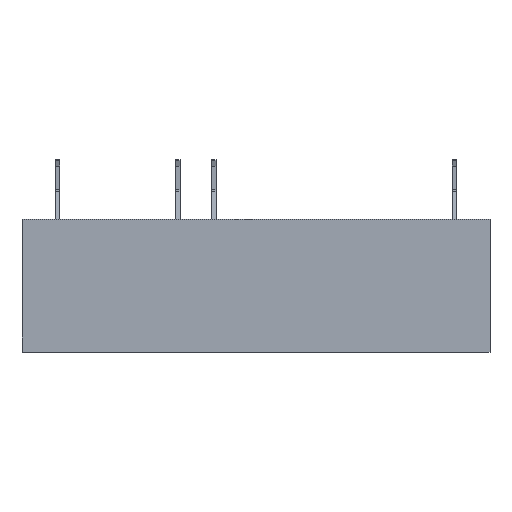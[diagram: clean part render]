
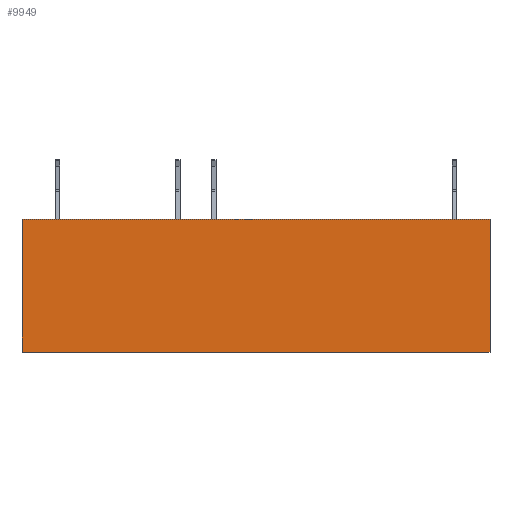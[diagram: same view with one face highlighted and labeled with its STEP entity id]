
A CAD part, top view. The second image highlights one B-rep face of the part: STEP entity #9949.
In plain terms, the highlighted planar face has unit normal (0, 0, 1).
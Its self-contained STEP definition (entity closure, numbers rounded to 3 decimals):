
#7023=CARTESIAN_POINT('',(19.497,-11.049,2.845));
#7024=VERTEX_POINT('',#7023);
#7031=CARTESIAN_POINT('',(-19.492,-11.049,2.845));
#7032=VERTEX_POINT('',#7031);
#7033=CARTESIAN_POINT('',(19.497,-11.049,2.845));
#7034=DIRECTION('',(-1.0,0.0,0.0));
#7035=VECTOR('',#7034,38.989);
#7036=LINE('',#7033,#7035);
#7037=EDGE_CURVE('',#7024,#7032,#7036,.T.);
#9902=CARTESIAN_POINT('',(19.497,0.,2.845));
#9903=VERTEX_POINT('',#9902);
#9910=CARTESIAN_POINT('',(19.497,-11.049,2.845));
#9911=DIRECTION('',(0.0,1.0,0.0));
#9912=VECTOR('',#9911,11.049);
#9913=LINE('',#9910,#9912);
#9914=EDGE_CURVE('',#7024,#9903,#9913,.T.);
#9926=CARTESIAN_POINT('',(-21.441,0.552,2.845));
#9927=DIRECTION('',(0.0,0.0,-1.0));
#9928=DIRECTION('',(1.0,0.0,0.0));
#9929=AXIS2_PLACEMENT_3D('',#9926,#9927,#9928);
#9930=PLANE('',#9929);
#9931=CARTESIAN_POINT('',(-19.492,0.0,2.845));
#9932=VERTEX_POINT('',#9931);
#9933=CARTESIAN_POINT('',(19.497,0.,2.845));
#9934=DIRECTION('',(-1.0,0.0,0.0));
#9935=VECTOR('',#9934,38.989);
#9936=LINE('',#9933,#9935);
#9937=EDGE_CURVE('',#9903,#9932,#9936,.T.);
#9938=ORIENTED_EDGE('',*,*,#9937,.T.);
#9939=CARTESIAN_POINT('',(-19.492,-11.049,2.845));
#9940=DIRECTION('',(0.0,1.0,0.0));
#9941=VECTOR('',#9940,11.049);
#9942=LINE('',#9939,#9941);
#9943=EDGE_CURVE('',#7032,#9932,#9942,.T.);
#9944=ORIENTED_EDGE('',*,*,#9943,.F.);
#9945=ORIENTED_EDGE('',*,*,#7037,.F.);
#9946=ORIENTED_EDGE('',*,*,#9914,.T.);
#9947=EDGE_LOOP('',(#9938,#9944,#9945,#9946));
#9948=FACE_OUTER_BOUND('',#9947,.T.);
#9949=ADVANCED_FACE('',(#9948),#9930,.F.);
